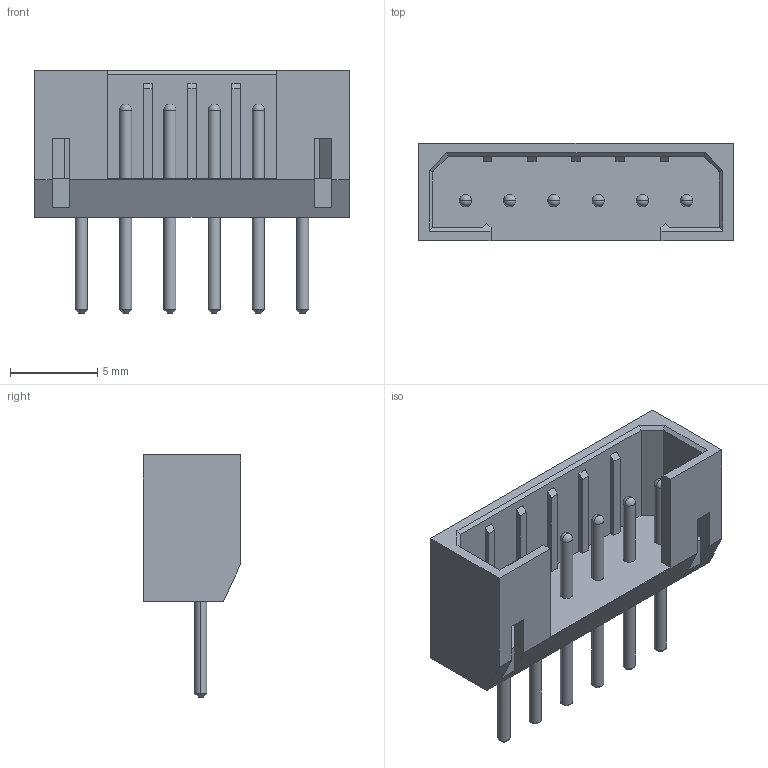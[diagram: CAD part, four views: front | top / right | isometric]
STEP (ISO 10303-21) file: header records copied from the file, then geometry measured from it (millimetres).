
FILE_DESCRIPTION (( 'STEP AP214' ), '1' );
FILE_NAME ('F2JL35-S06SD000-01-REF .STEP', '2026-04-22T03:19:33', ( '' ), ( '' ), 'SwSTEP 2.0', 'SolidWorks 2021', '' );
FILE_SCHEMA (( 'AUTOMOTIVE_DESIGN' ));
Length unit declared in the file: millimetre
Products named in the file (1): F2JL35-S06SD000-01-REF 
Bounding box: 18.06 x 5.6 x 13.9 mm (x, y, z)
Volume: 392.9 mm3; surface area: 861.3 mm2
Topology: 1 solids, 1 shells, 110 faces, 296 edges, 184 vertices
Faces by surface type: plane 62, cylinder 24, cone 12, sphere 12
Entity records: 3266 total; most frequent: DIRECTION 566, CARTESIAN_POINT 555, ORIENTED_EDGE 544, EDGE_CURVE 272, LINE 200, VECTOR 200, AXIS2_PLACEMENT_3D 183, VERTEX_POINT 172
